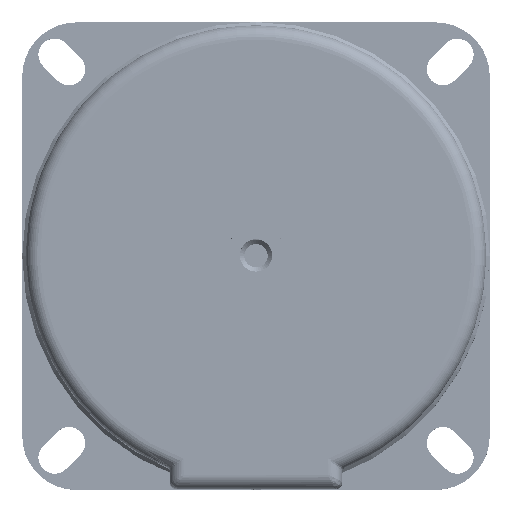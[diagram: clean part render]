
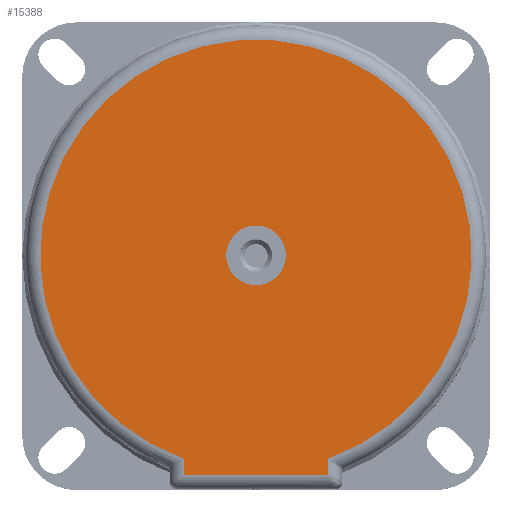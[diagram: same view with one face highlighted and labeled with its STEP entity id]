
A CAD part, top view. The second image highlights one B-rep face of the part: STEP entity #15388.
In plain terms, the highlighted face is planar.
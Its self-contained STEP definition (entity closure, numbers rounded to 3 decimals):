
#14739=CARTESIAN_POINT('',(10.,-28.284,0.0));
#14740=VERTEX_POINT('',#14739);
#14837=CARTESIAN_POINT('',(-10.0,-28.284,0.0));
#14838=VERTEX_POINT('',#14837);
#14839=CARTESIAN_POINT('',(0.0,0.0,0.0));
#14840=DIRECTION('',(0.0,0.0,1.0));
#14841=DIRECTION('',(0.0,1.0,0.0));
#14842=AXIS2_PLACEMENT_3D('',#14839,#14840,#14841);
#14843=CIRCLE('',#14842,30.0);
#14844=EDGE_CURVE('',#14740,#14838,#14843,.T.);
#14875=CARTESIAN_POINT('',(10.,-30.5,0.0));
#14876=VERTEX_POINT('',#14875);
#14884=CARTESIAN_POINT('',(10.,-30.5,0.0));
#14885=DIRECTION('',(0.0,1.0,0.0));
#14886=VECTOR('',#14885,2.216);
#14887=LINE('',#14884,#14886);
#14888=EDGE_CURVE('',#14876,#14740,#14887,.T.);
#15012=CARTESIAN_POINT('',(-10.,-30.5,0.0));
#15013=VERTEX_POINT('',#15012);
#15014=CARTESIAN_POINT('',(-10.,-28.284,0.0));
#15015=DIRECTION('',(0.0,-1.0,0.0));
#15016=VECTOR('',#15015,2.216);
#15017=LINE('',#15014,#15016);
#15018=EDGE_CURVE('',#14838,#15013,#15017,.T.);
#15104=CARTESIAN_POINT('',(-10.,-30.5,0.0));
#15105=DIRECTION('',(1.0,0.0,0.0));
#15106=VECTOR('',#15105,20.);
#15107=LINE('',#15104,#15106);
#15108=EDGE_CURVE('',#15013,#14876,#15107,.T.);
#15318=CARTESIAN_POINT('',(-4.15,0.0,0.0));
#15319=VERTEX_POINT('',#15318);
#15320=CARTESIAN_POINT('',(0.0,0.0,0.0));
#15321=DIRECTION('',(0.0,0.0,1.0));
#15322=DIRECTION('',(-1.0,0.0,0.0));
#15323=AXIS2_PLACEMENT_3D('',#15320,#15321,#15322);
#15324=CIRCLE('',#15323,4.15);
#15325=EDGE_CURVE('',#15319,#15319,#15324,.T.);
#15374=CARTESIAN_POINT('',(0.,-3.647,0.0));
#15375=DIRECTION('',(0.0,0.0,1.0));
#15376=DIRECTION('',(1.0,0.0,0.0));
#15377=AXIS2_PLACEMENT_3D('',#15374,#15375,#15376);
#15378=PLANE('',#15377);
#15379=ORIENTED_EDGE('',*,*,#14888,.F.);
#15380=ORIENTED_EDGE('',*,*,#15108,.F.);
#15381=ORIENTED_EDGE('',*,*,#15018,.F.);
#15382=ORIENTED_EDGE('',*,*,#14844,.F.);
#15383=EDGE_LOOP('',(#15379,#15380,#15381,#15382));
#15384=FACE_OUTER_BOUND('',#15383,.T.);
#15385=ORIENTED_EDGE('',*,*,#15325,.T.);
#15386=EDGE_LOOP('',(#15385));
#15387=FACE_BOUND('',#15386,.T.);
#15388=ADVANCED_FACE('',(#15384,#15387),#15378,.F.);
